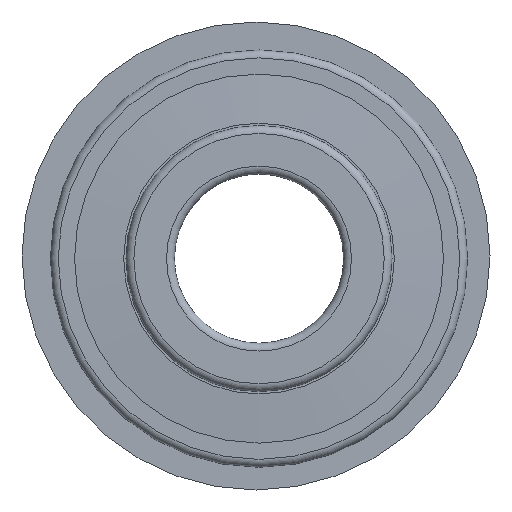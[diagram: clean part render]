
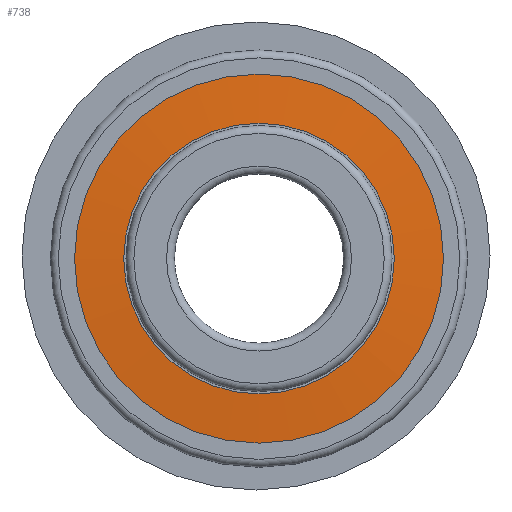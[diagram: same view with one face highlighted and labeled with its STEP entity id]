
A CAD part, left-side view. The second image highlights one B-rep face of the part: STEP entity #738.
In plain terms, the highlighted conical face has half-angle 86.103 degrees and reference radius 18.009 mm.
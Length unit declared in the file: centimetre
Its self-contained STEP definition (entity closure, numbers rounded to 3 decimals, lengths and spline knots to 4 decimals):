
#24=CONICAL_SURFACE('',#1004,1.8009,1.503);
#205=CIRCLE('',#1002,1.524);
#207=CIRCLE('',#1005,2.0777);
#265=EDGE_CURVE('',#559,#559,#205,.T.);
#267=EDGE_CURVE('',#561,#561,#207,.T.);
#377=ORIENTED_EDGE('',*,*,#267,.F.);
#378=ORIENTED_EDGE('',*,*,#265,.T.);
#477=EDGE_LOOP('',(#377));
#478=EDGE_LOOP('',(#378));
#559=VERTEX_POINT('',#1545);
#561=VERTEX_POINT('',#1550);
#661=FACE_BOUND('',#477,.T.);
#662=FACE_BOUND('',#478,.T.);
#738=ADVANCED_FACE('',(#661,#662),#24,.T.);
#880=DIRECTION('',(1.,0.,0.));
#881=DIRECTION('',(0.,1.524,0.));
#884=DIRECTION('',(1.,0.,0.));
#885=DIRECTION('',(0.,1.801,0.));
#886=DIRECTION('',(1.,0.,0.));
#887=DIRECTION('',(0.,2.078,0.));
#1002=AXIS2_PLACEMENT_3D('',#1544,#880,#881);
#1004=AXIS2_PLACEMENT_3D('',#1548,#884,#885);
#1005=AXIS2_PLACEMENT_3D('',#1549,#886,#887);
#1544=CARTESIAN_POINT('',(-0.8581,0.,0.));
#1545=CARTESIAN_POINT('',(-0.8581,1.524,0.));
#1548=CARTESIAN_POINT('',(-0.8393,0.,0.));
#1549=CARTESIAN_POINT('',(-0.8204,0.,0.));
#1550=CARTESIAN_POINT('',(-0.8204,2.0777,0.));
